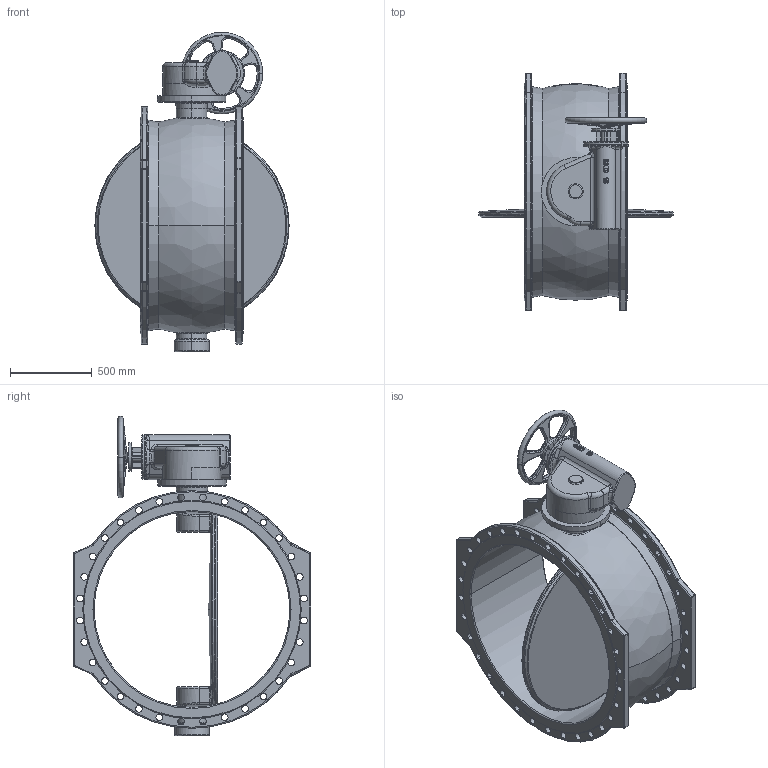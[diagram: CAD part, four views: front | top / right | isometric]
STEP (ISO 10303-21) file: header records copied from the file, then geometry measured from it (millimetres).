
FILE_DESCRIPTION((''),'2;1');
FILE_NAME('0D231548_ASM','2014-12-16T',('aspaegele'),(''),'PRO/ENGINEER BY PARAMETRIC TECHNOLOGY CORPORATION, 2010040','PRO/ENGINEER BY PARAMETRIC TECHNOLOGY CORPORATION, 2010040','');
FILE_SCHEMA(('AUTOMOTIVE_DESIGN_CC2 { 1 2 10303 214 -1 1 5 2 }'));
Products named in the file (6): F0D231544; M0D231544; NET_SKG_16; NET_ANTRFLANSCH_SKG_16_F14_F_HR; 500_30_NABENLOCH; 0D231548_ASM
Assembly tree (5 placements, depth 2):
  0D231548_ASM
    F0D231544
    M0D231544
    NET_SKG_16
    NET_ANTRFLANSCH_SKG_16_F14_F_HR
    500_30_NABENLOCH
Bounding box: 1190 x 1455 x 1956.5 mm (x, y, z)
Volume: 272228049.7 mm3; surface area: 11379623.1 mm2
Topology: 5 solids, 5 shells, 1271 faces, 3306 edges, 2080 vertices
Faces by surface type: plane 641, cylinder 333, torus 134, bspline 113, sphere 34, cone 16
Entity records: 56638 total; most frequent: CARTESIAN_POINT 14929, ORIENTED_EDGE 6608, DIRECTION 6080, EDGE_CURVE 3304, PRESENTATION_STYLE_ASSIGNMENT 3291, STYLED_ITEM 3248, CURVE_STYLE 3198, AXIS2_PLACEMENT_3D 2249
